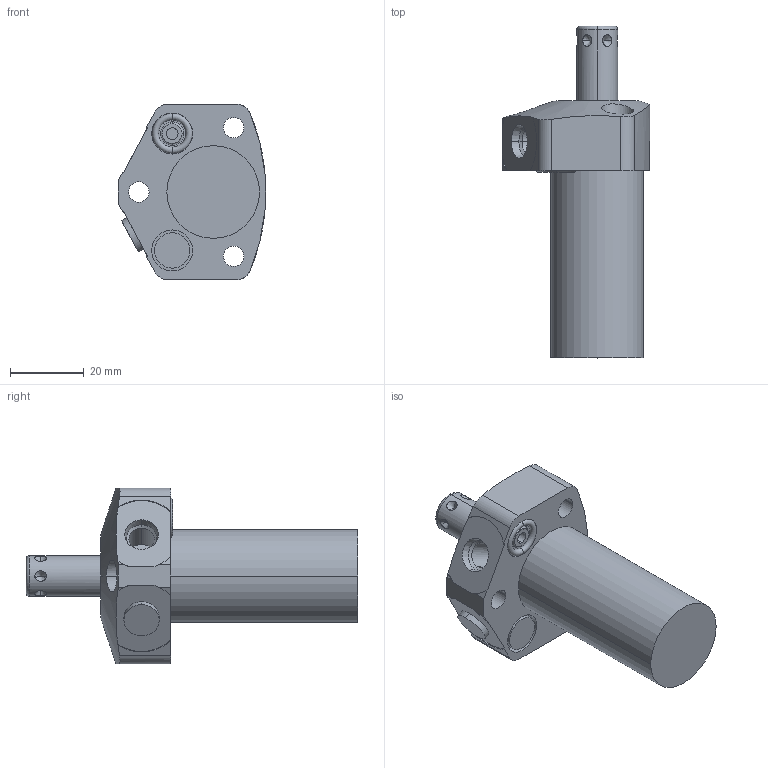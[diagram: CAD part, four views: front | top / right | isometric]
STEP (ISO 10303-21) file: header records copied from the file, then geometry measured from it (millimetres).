
FILE_DESCRIPTION((''),'2;1');
FILE_NAME('ILC14610501L','2013-04-04T',('jdw'),(''),'PRO/ENGINEER BY PARAMETRIC TECHNOLOGY CORPORATION, 2007460','PRO/ENGINEER BY PARAMETRIC TECHNOLOGY CORPORATION, 2007460','');
FILE_SCHEMA(('AUTOMOTIVE_DESIGN_CC2 { 1 2 10303 214 -1 1 5 2 }'));
Length unit declared in the file: inch
Products named in the file (1): ILC14610501L
Bounding box: 40.11 x 90.12 x 47.62 mm (x, y, z)
Volume: 50408.9 mm3; surface area: 13614.9 mm2
Topology: 1 solids, 4 shells, 127 faces, 293 edges, 181 vertices
Faces by surface type: cylinder 55, plane 34, cone 32, torus 6
Entity records: 4988 total; most frequent: CARTESIAN_POINT 928, DIRECTION 626, ORIENTED_EDGE 554, PRESENTATION_STYLE_ASSIGNMENT 299, STYLED_ITEM 281, CURVE_STYLE 279, EDGE_CURVE 279, AXIS2_PLACEMENT_3D 261
